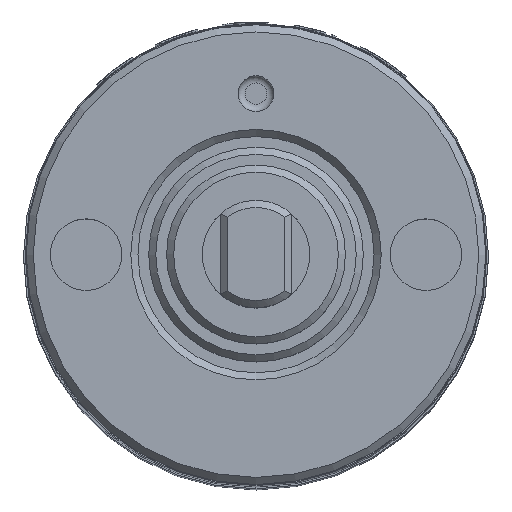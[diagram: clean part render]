
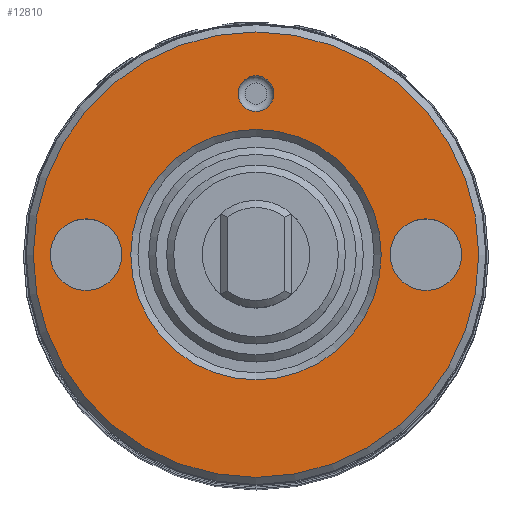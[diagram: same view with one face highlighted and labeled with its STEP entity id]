
A CAD part, top view. The second image highlights one B-rep face of the part: STEP entity #12810.
In plain terms, the highlighted planar face has unit normal (0, 0, 1).
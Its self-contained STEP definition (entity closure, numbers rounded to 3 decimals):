
#1375=FACE_BOUND('',#2467,.T.);
#1376=FACE_BOUND('',#2468,.T.);
#1377=FACE_BOUND('',#2469,.T.);
#1378=FACE_BOUND('',#2470,.T.);
#1443=PLANE('',#13598);
#1712=FACE_OUTER_BOUND('',#2466,.T.);
#2466=EDGE_LOOP('',(#8776));
#2467=EDGE_LOOP('',(#8777));
#2468=EDGE_LOOP('',(#8778));
#2469=EDGE_LOOP('',(#8779));
#2470=EDGE_LOOP('',(#8780));
#5091=CIRCLE('',#13596,6.225);
#5093=CIRCLE('',#13599,3.5);
#5094=CIRCLE('',#13600,0.5);
#5095=CIRCLE('',#13601,1.);
#5096=CIRCLE('',#13602,1.);
#5382=VERTEX_POINT('',#16413);
#5384=VERTEX_POINT('',#16419);
#5385=VERTEX_POINT('',#16421);
#5386=VERTEX_POINT('',#16423);
#5387=VERTEX_POINT('',#16425);
#6734=EDGE_CURVE('',#5382,#5382,#5091,.T.);
#6737=EDGE_CURVE('',#5384,#5384,#5093,.T.);
#6738=EDGE_CURVE('',#5385,#5385,#5094,.T.);
#6739=EDGE_CURVE('',#5386,#5386,#5095,.T.);
#6740=EDGE_CURVE('',#5387,#5387,#5096,.T.);
#8776=ORIENTED_EDGE('',*,*,#6734,.F.);
#8777=ORIENTED_EDGE('',*,*,#6737,.T.);
#8778=ORIENTED_EDGE('',*,*,#6738,.T.);
#8779=ORIENTED_EDGE('',*,*,#6739,.T.);
#8780=ORIENTED_EDGE('',*,*,#6740,.T.);
#12810=ADVANCED_FACE('',(#1712,#1375,#1376,#1377,#1378),#1443,.T.);
#13596=AXIS2_PLACEMENT_3D('',#16414,#14256,#14257);
#13598=AXIS2_PLACEMENT_3D('',#16418,#14261,#14262);
#13599=AXIS2_PLACEMENT_3D('',#16420,#14263,#14264);
#13600=AXIS2_PLACEMENT_3D('',#16422,#14265,#14266);
#13601=AXIS2_PLACEMENT_3D('',#16424,#14267,#14268);
#13602=AXIS2_PLACEMENT_3D('',#16426,#14269,#14270);
#14256=DIRECTION('center_axis',(0.,0.,-1.));
#14257=DIRECTION('ref_axis',(-1.,0.,0.));
#14261=DIRECTION('center_axis',(0.,0.,1.));
#14262=DIRECTION('ref_axis',(1.,0.,0.));
#14263=DIRECTION('center_axis',(0.,0.,-1.));
#14264=DIRECTION('ref_axis',(-1.,0.,0.));
#14265=DIRECTION('center_axis',(0.,0.,-1.));
#14266=DIRECTION('ref_axis',(-1.,0.,0.));
#14267=DIRECTION('center_axis',(0.,0.,-1.));
#14268=DIRECTION('ref_axis',(-1.,0.,0.));
#14269=DIRECTION('center_axis',(0.,0.,-1.));
#14270=DIRECTION('ref_axis',(-1.,0.,0.));
#16413=CARTESIAN_POINT('',(6.225,0.,23.7));
#16414=CARTESIAN_POINT('Origin',(0.,0.,23.7));
#16418=CARTESIAN_POINT('Origin',(0.,0.,23.7));
#16419=CARTESIAN_POINT('',(3.5,0.,23.7));
#16420=CARTESIAN_POINT('Origin',(0.,0.,23.7));
#16421=CARTESIAN_POINT('',(0.5,4.5,23.7));
#16422=CARTESIAN_POINT('Origin',(0.,4.5,23.7));
#16423=CARTESIAN_POINT('',(5.75,0.,23.7));
#16424=CARTESIAN_POINT('Origin',(4.75,0.,23.7));
#16425=CARTESIAN_POINT('',(-3.75,0.,23.7));
#16426=CARTESIAN_POINT('Origin',(-4.75,0.,23.7));
